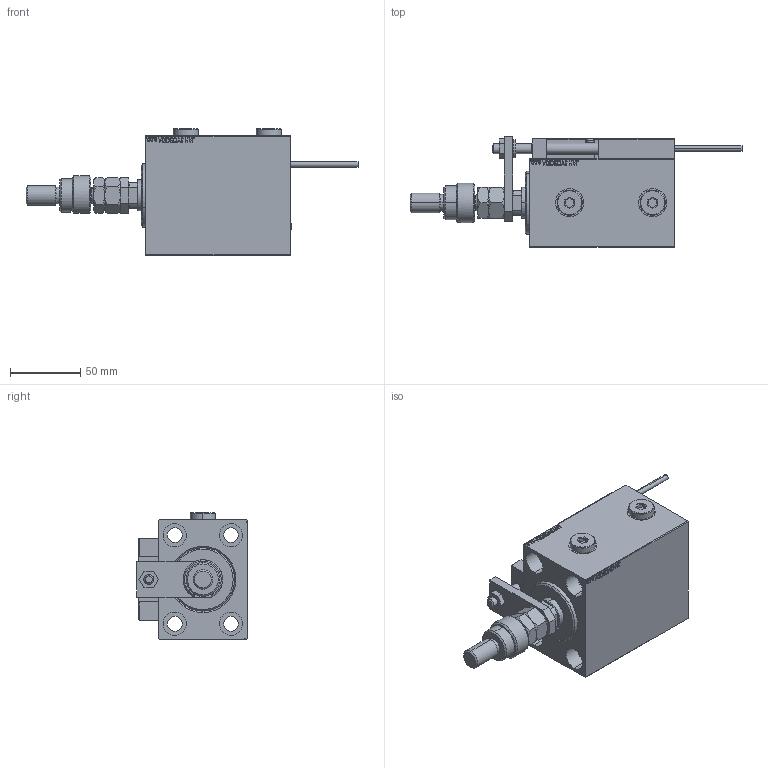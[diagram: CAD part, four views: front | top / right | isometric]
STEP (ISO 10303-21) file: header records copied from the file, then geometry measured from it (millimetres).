
FILE_DESCRIPTION (( 'STEP AP203' ), '1' );
FILE_NAME ('ec12.STEP', '2024-02-13T01:16:14', ( '' ), ( '' ), 'SwSTEP 2.0', 'SolidWorks 2019', '' );
FILE_SCHEMA (( 'CONFIG_CONTROL_DESIGN' ));
Length unit declared in the file: millimetre
Products named in the file (19): X_Y_DFA 962cd1285ec0c637e9cb66a003ac5626; ALLEN BOLT D5 962cd1285ec0c637e9cb66a003ac5626; Block 962cd1285ec0c637e9cb66a003ac5626; MFA 962cd1285ec0c637e9cb66a003ac5626; SWITCH_X_FRONT_BACK 962cd1285ec0c637e9cb66a003ac5626; SWITCH X 962cd1285ec0c637e9cb66a003ac5626; MAGNET 962cd1285ec0c637e9cb66a003ac5626; V450CM_C_VCP 962cd1285ec0c637e9cb66a003ac5626; TYC_L79 962cd1285ec0c637e9cb66a003ac5626; Zatka_OIL_PORT 962cd1285ec0c637e9cb66a003ac5626; FEMALE_PART_FOR_DFA 962cd1285ec0c637e9cb66a003ac5626; NUT_D12 962cd1285ec0c637e9cb66a003ac5626; ZARAZKA 962cd1285ec0c637e9cb66a003ac5626; V450CM_VC_B 962cd1285ec0c637e9cb66a003ac5626; KONCOVKA 962cd1285ec0c637e9cb66a003ac5626; SWITCH DIM B,W 962cd1285ec0c637e9cb66a003ac5626; ec12; V450CM_C_Body 962cd1285ec0c637e9cb66a003ac5626; ALLEN BOLT D8 962cd1285ec0c637e9cb66a003ac5626
Assembly tree (29 placements, depth 3):
  ec12
    V450CM_C_Body 962cd1285ec0c637e9cb66a003ac5626
    SWITCH X 962cd1285ec0c637e9cb66a003ac5626
      SWITCH_X_FRONT_BACK 962cd1285ec0c637e9cb66a003ac5626  x2
      TYC_L79 962cd1285ec0c637e9cb66a003ac5626
      Block 962cd1285ec0c637e9cb66a003ac5626  x2
      ALLEN BOLT D5 962cd1285ec0c637e9cb66a003ac5626  x4
      ALLEN BOLT D8 962cd1285ec0c637e9cb66a003ac5626  x4
      MAGNET 962cd1285ec0c637e9cb66a003ac5626  x2
      KONCOVKA 962cd1285ec0c637e9cb66a003ac5626  x2
    NUT_D12 962cd1285ec0c637e9cb66a003ac5626
    SWITCH DIM B,W 962cd1285ec0c637e9cb66a003ac5626
    ZARAZKA 962cd1285ec0c637e9cb66a003ac5626
    V450CM_C_VCP 962cd1285ec0c637e9cb66a003ac5626
    V450CM_VC_B 962cd1285ec0c637e9cb66a003ac5626
    X_Y_DFA 962cd1285ec0c637e9cb66a003ac5626
      FEMALE_PART_FOR_DFA 962cd1285ec0c637e9cb66a003ac5626
      MFA 962cd1285ec0c637e9cb66a003ac5626
    Zatka_OIL_PORT 962cd1285ec0c637e9cb66a003ac5626  x2
Bounding box: 236 x 78.5 x 89.9 mm (x, y, z)
Volume: 540478.2 mm3; surface area: 122457.5 mm2
Topology: 27 solids, 27 shells, 1421 faces, 3370 edges, 2139 vertices
Faces by surface type: plane 622, bspline 380, cylinder 217, cone 150, torus 48, sphere 4
Entity records: 54317 total; most frequent: CARTESIAN_POINT 27012, ORIENTED_EDGE 5680, DIRECTION 4010, EDGE_CURVE 2840, VERTEX_POINT 1839, VECTOR 1592, LINE 1592, EDGE_LOOP 1323
